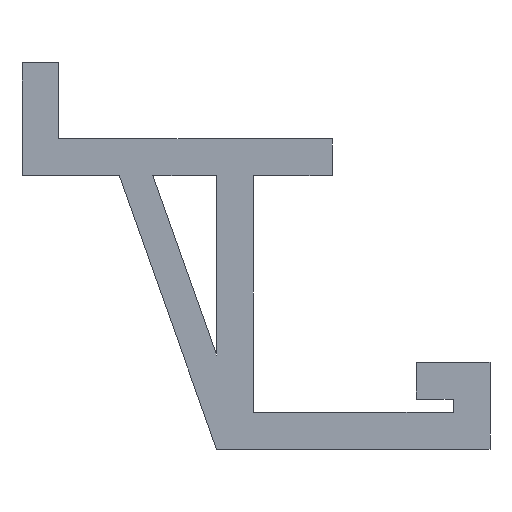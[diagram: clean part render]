
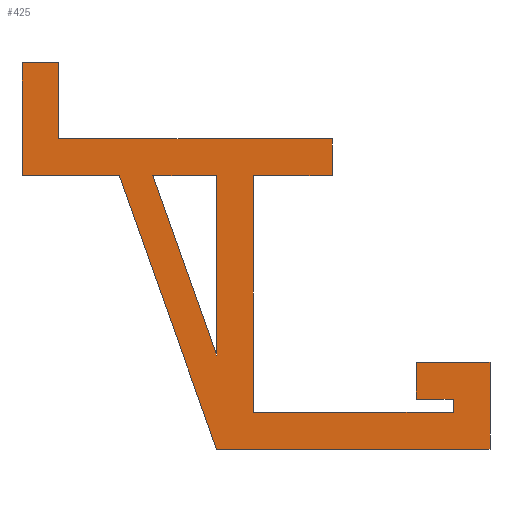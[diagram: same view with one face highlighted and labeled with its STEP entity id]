
A CAD part, front view. The second image highlights one B-rep face of the part: STEP entity #425.
In plain terms, the highlighted planar face has unit normal (0, -1, 0).
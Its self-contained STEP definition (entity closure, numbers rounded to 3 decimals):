
#16=FACE_BOUND('',#60,.T.);
#37=FACE_OUTER_BOUND('',#59,.T.);
#59=EDGE_LOOP('',(#365,#366,#367,#368,#369,#370,#371,#372,#373,#374,#375,
#376,#377,#378,#379,#380));
#60=EDGE_LOOP('',(#381,#382,#383));
#61=LINE('',#566,#118);
#65=LINE('',#574,#122);
#68=LINE('',#579,#125);
#70=LINE('',#584,#127);
#74=LINE('',#592,#131);
#77=LINE('',#598,#134);
#80=LINE('',#604,#137);
#83=LINE('',#610,#140);
#86=LINE('',#616,#143);
#89=LINE('',#622,#146);
#92=LINE('',#628,#149);
#95=LINE('',#634,#152);
#98=LINE('',#640,#155);
#101=LINE('',#646,#158);
#104=LINE('',#652,#161);
#107=LINE('',#658,#164);
#110=LINE('',#664,#167);
#113=LINE('',#670,#170);
#116=LINE('',#675,#173);
#118=VECTOR('',#465,10.);
#122=VECTOR('',#471,10.);
#125=VECTOR('',#476,10.);
#127=VECTOR('',#480,10.);
#131=VECTOR('',#486,10.);
#134=VECTOR('',#491,10.);
#137=VECTOR('',#496,10.);
#140=VECTOR('',#501,10.);
#143=VECTOR('',#506,10.);
#146=VECTOR('',#511,10.);
#149=VECTOR('',#516,10.);
#152=VECTOR('',#521,10.);
#155=VECTOR('',#526,10.);
#158=VECTOR('',#531,10.);
#161=VECTOR('',#536,10.);
#164=VECTOR('',#541,10.);
#167=VECTOR('',#546,10.);
#170=VECTOR('',#551,10.);
#173=VECTOR('',#556,10.);
#175=VERTEX_POINT('',#564);
#176=VERTEX_POINT('',#565);
#179=VERTEX_POINT('',#573);
#181=VERTEX_POINT('',#582);
#182=VERTEX_POINT('',#583);
#185=VERTEX_POINT('',#591);
#187=VERTEX_POINT('',#597);
#189=VERTEX_POINT('',#603);
#191=VERTEX_POINT('',#609);
#193=VERTEX_POINT('',#615);
#195=VERTEX_POINT('',#621);
#197=VERTEX_POINT('',#627);
#199=VERTEX_POINT('',#633);
#201=VERTEX_POINT('',#639);
#203=VERTEX_POINT('',#645);
#205=VERTEX_POINT('',#651);
#207=VERTEX_POINT('',#657);
#209=VERTEX_POINT('',#663);
#211=VERTEX_POINT('',#669);
#213=EDGE_CURVE('',#175,#176,#61,.T.);
#217=EDGE_CURVE('',#179,#175,#65,.T.);
#220=EDGE_CURVE('',#176,#179,#68,.T.);
#222=EDGE_CURVE('',#181,#182,#70,.T.);
#226=EDGE_CURVE('',#182,#185,#74,.T.);
#229=EDGE_CURVE('',#185,#187,#77,.T.);
#232=EDGE_CURVE('',#187,#189,#80,.T.);
#235=EDGE_CURVE('',#189,#191,#83,.T.);
#238=EDGE_CURVE('',#191,#193,#86,.T.);
#241=EDGE_CURVE('',#193,#195,#89,.T.);
#244=EDGE_CURVE('',#195,#197,#92,.T.);
#247=EDGE_CURVE('',#197,#199,#95,.T.);
#250=EDGE_CURVE('',#199,#201,#98,.T.);
#253=EDGE_CURVE('',#201,#203,#101,.T.);
#256=EDGE_CURVE('',#203,#205,#104,.T.);
#259=EDGE_CURVE('',#207,#205,#107,.T.);
#262=EDGE_CURVE('',#207,#209,#110,.T.);
#265=EDGE_CURVE('',#211,#209,#113,.T.);
#268=EDGE_CURVE('',#181,#211,#116,.T.);
#365=ORIENTED_EDGE('',*,*,#268,.F.);
#366=ORIENTED_EDGE('',*,*,#222,.T.);
#367=ORIENTED_EDGE('',*,*,#226,.T.);
#368=ORIENTED_EDGE('',*,*,#229,.T.);
#369=ORIENTED_EDGE('',*,*,#232,.T.);
#370=ORIENTED_EDGE('',*,*,#235,.T.);
#371=ORIENTED_EDGE('',*,*,#238,.T.);
#372=ORIENTED_EDGE('',*,*,#241,.T.);
#373=ORIENTED_EDGE('',*,*,#244,.T.);
#374=ORIENTED_EDGE('',*,*,#247,.T.);
#375=ORIENTED_EDGE('',*,*,#250,.T.);
#376=ORIENTED_EDGE('',*,*,#253,.T.);
#377=ORIENTED_EDGE('',*,*,#256,.T.);
#378=ORIENTED_EDGE('',*,*,#259,.F.);
#379=ORIENTED_EDGE('',*,*,#262,.T.);
#380=ORIENTED_EDGE('',*,*,#265,.F.);
#381=ORIENTED_EDGE('',*,*,#220,.F.);
#382=ORIENTED_EDGE('',*,*,#213,.F.);
#383=ORIENTED_EDGE('',*,*,#217,.F.);
#404=PLANE('',#460);
#425=ADVANCED_FACE('',(#37,#16),#404,.F.);
#460=AXIS2_PLACEMENT_3D('',#678,#560,#561);
#465=DIRECTION('',(-1.,0.,0.));
#471=DIRECTION('',(0.,0.,1.));
#476=DIRECTION('',(0.335,0.,-0.942));
#480=DIRECTION('',(0.,0.,-1.));
#486=DIRECTION('',(1.,0.,0.));
#491=DIRECTION('',(0.,0.,-1.));
#496=DIRECTION('',(-1.,0.,0.));
#501=DIRECTION('',(0.,0.,1.));
#506=DIRECTION('',(1.,0.,0.));
#511=DIRECTION('',(0.,0.,1.));
#516=DIRECTION('',(-1.,0.,0.));
#521=DIRECTION('',(0.,0.,1.));
#526=DIRECTION('',(-1.,0.,0.));
#531=DIRECTION('',(0.,0.,-1.));
#536=DIRECTION('',(1.,0.,0.));
#541=DIRECTION('',(-0.335,0.,0.942));
#546=DIRECTION('',(1.,0.,0.));
#551=DIRECTION('',(0.,0.,-1.));
#556=DIRECTION('',(1.,0.,0.));
#560=DIRECTION('center_axis',(0.,1.,0.));
#561=DIRECTION('ref_axis',(1.,0.,0.));
#564=CARTESIAN_POINT('',(-7.,0.,0.));
#565=CARTESIAN_POINT('',(-19.132,0.,0.));
#566=CARTESIAN_POINT('',(-44.,0.,0.));
#573=CARTESIAN_POINT('',(-7.,0.,-34.1));
#574=CARTESIAN_POINT('',(-7.,0.,0.));
#579=CARTESIAN_POINT('',(-7.,0.,-34.1));
#582=CARTESIAN_POINT('',(31.,0.,-35.5));
#583=CARTESIAN_POINT('',(31.,0.,-42.5));
#584=CARTESIAN_POINT('',(31.,0.,-35.5));
#591=CARTESIAN_POINT('',(38.,0.,-42.5));
#592=CARTESIAN_POINT('',(31.,0.,-42.5));
#597=CARTESIAN_POINT('',(38.,0.,-45.));
#598=CARTESIAN_POINT('',(38.,0.,-42.5));
#603=CARTESIAN_POINT('',(0.,0.,-45.));
#604=CARTESIAN_POINT('',(38.,0.,-45.));
#609=CARTESIAN_POINT('',(0.,0.,0.));
#610=CARTESIAN_POINT('',(0.,0.,-45.));
#615=CARTESIAN_POINT('',(15.,0.,0.));
#616=CARTESIAN_POINT('',(0.,0.,0.));
#621=CARTESIAN_POINT('',(15.,0.,7.));
#622=CARTESIAN_POINT('',(15.,0.,0.));
#627=CARTESIAN_POINT('',(-37.,0.,7.));
#628=CARTESIAN_POINT('',(15.,0.,7.));
#633=CARTESIAN_POINT('',(-37.,0.,21.455));
#634=CARTESIAN_POINT('',(-37.,0.,7.));
#639=CARTESIAN_POINT('',(-44.,0.,21.455));
#640=CARTESIAN_POINT('',(-37.,0.,21.455));
#645=CARTESIAN_POINT('',(-44.,0.,0.));
#646=CARTESIAN_POINT('',(-44.,0.,21.455));
#651=CARTESIAN_POINT('',(-25.5,0.,0.));
#652=CARTESIAN_POINT('',(-44.,0.,0.));
#657=CARTESIAN_POINT('',(-7.,0.,-52.));
#658=CARTESIAN_POINT('',(-7.,0.,-52.));
#663=CARTESIAN_POINT('',(45.,0.,-52.));
#664=CARTESIAN_POINT('',(-7.,0.,-52.));
#669=CARTESIAN_POINT('',(45.,0.,-35.5));
#670=CARTESIAN_POINT('',(45.,0.,-35.5));
#675=CARTESIAN_POINT('',(31.,0.,-35.5));
#678=CARTESIAN_POINT('Origin',(0.5,0.,-15.273));
